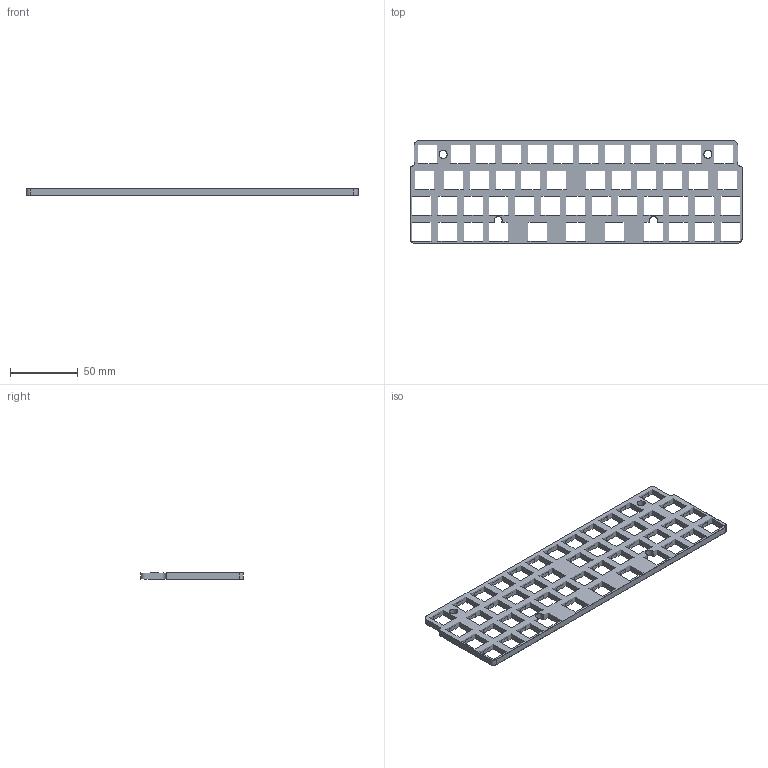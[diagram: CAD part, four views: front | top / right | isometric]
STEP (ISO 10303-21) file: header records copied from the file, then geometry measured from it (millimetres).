
FILE_DESCRIPTION(/* description */ ('STEP AP242','CAx-IF Rec.Pracs.---Representation and Presentation of Product Manufacturing Information (PMI)---4.0---2014-10-13','CAx-IF Rec.Pracs.---3D Tessellated Geometry---0.4---2014-09-14','2;1'),/* implementation_level */ '2;1');
FILE_NAME(/* name */ 'clipper plate tight fit - Part 1',/* time_stamp */ '2025-01-26T01:37:07Z',/* author */ (''),/* organization */ (''),/* preprocessor_version */ 'ST-DEVELOPER v20',/* originating_system */ 'ONSHAPE BY PTC INC, 1.192',/* authorisation */ ' ');
FILE_SCHEMA (('AP242_MANAGED_MODEL_BASED_3D_ENGINEERING_MIM_LF { 1 0 10303 442 1 1 4 }'));
Length unit declared in the file: metre
Products named in the file (1): Part 1
Bounding box: 245.7 x 75.74 x 4.75 mm (x, y, z)
Surface area: 34181.5 mm2 (no closed solid volume)
Topology: 0 solids, 6 shells, 10 faces, 37 edges, 31 vertices
Faces by surface type: cylinder 6, plane 3, other 1
Full cylindrical faces by diameter (mm): 6.018 x1, 6.03 x1
Entity records: 539 total; most frequent: CARTESIAN_POINT 208, ORIENTED_EDGE 38, EDGE_CURVE 34, VERTEX_POINT 30, B_SPLINE_CURVE_WITH_KNOTS 30, DIRECTION 24, EDGE_LOOP 11, FACE_BOUND 11
